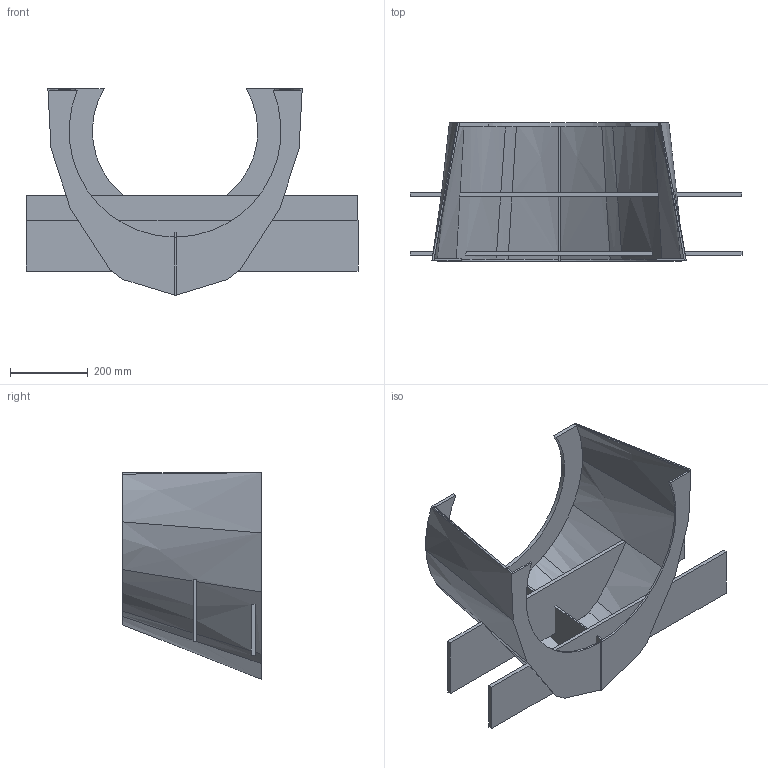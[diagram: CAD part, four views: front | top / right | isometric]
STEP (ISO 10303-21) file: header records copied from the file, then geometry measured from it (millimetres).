
FILE_DESCRIPTION (( 'STEP AP214' ), '1' );
FILE_NAME ('dalekcentre.STEP', '2024-10-01T17:51:02', ( '' ), ( '' ), 'SwSTEP 2.0', 'SolidWorks 2023', '' );
FILE_SCHEMA (( 'AUTOMOTIVE_DESIGN' ));
Length unit declared in the file: millimetre
Products named in the file (1): dalekcentre
Bounding box: 853.25 x 355.14 x 531.4 mm (x, y, z)
Volume: 5851962.5 mm3; surface area: 1831807.2 mm2
Topology: 3 solids, 3 shells, 79 faces, 232 edges, 155 vertices
Faces by surface type: plane 44, bspline 31, cylinder 4
Entity records: 3349 total; most frequent: CARTESIAN_POINT 1424, ORIENTED_EDGE 464, DIRECTION 274, EDGE_CURVE 232, VERTEX_POINT 155, VECTOR 124, LINE 124, B_SPLINE_CURVE_WITH_KNOTS 82
